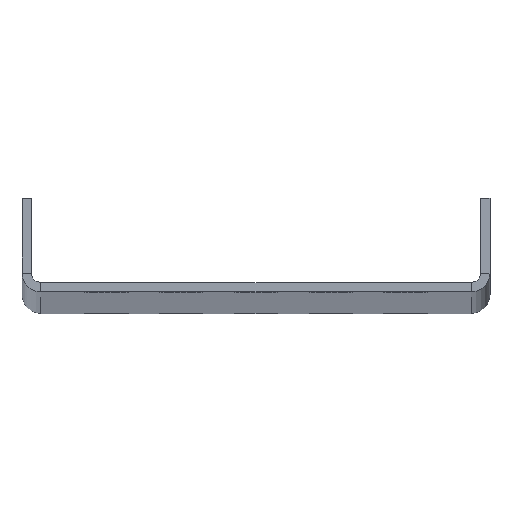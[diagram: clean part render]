
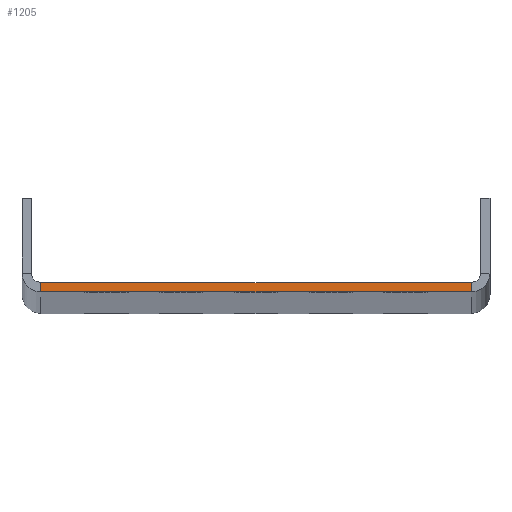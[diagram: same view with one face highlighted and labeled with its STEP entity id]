
A CAD part, top view. The second image highlights one B-rep face of the part: STEP entity #1205.
In plain terms, the highlighted planar face has unit normal (0, 0, 1).
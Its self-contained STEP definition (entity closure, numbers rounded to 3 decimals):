
#37=DIRECTION('',(0.,1.,0.));
#38=VECTOR('',#37,1.5);
#39=CARTESIAN_POINT('',(34.5,0.,2000.));
#40=LINE('',#39,#38);
#269=DIRECTION('',(0.,1.,0.));
#270=VECTOR('',#269,1.5);
#271=CARTESIAN_POINT('',(-34.5,0.,2000.));
#272=LINE('',#271,#270);
#273=DIRECTION('',(1.,0.,0.));
#274=VECTOR('',#273,69.);
#275=CARTESIAN_POINT('',(-34.5,1.5,2000.));
#276=LINE('',#275,#274);
#277=DIRECTION('',(1.,0.,0.));
#278=VECTOR('',#277,69.);
#279=CARTESIAN_POINT('',(-34.5,0.,2000.));
#280=LINE('',#279,#278);
#738=CARTESIAN_POINT('',(34.5,0.,2000.));
#740=VERTEX_POINT('',#738);
#741=CARTESIAN_POINT('',(-34.5,0.,2000.));
#743=VERTEX_POINT('',#741);
#746=CARTESIAN_POINT('',(34.5,1.5,2000.));
#748=VERTEX_POINT('',#746);
#749=CARTESIAN_POINT('',(-34.5,1.5,2000.));
#751=VERTEX_POINT('',#749);
#1192=CARTESIAN_POINT('',(0.,0.75,2000.));
#1193=DIRECTION('',(0.,0.,-1.));
#1194=DIRECTION('',(1.,0.,0.));
#1195=AXIS2_PLACEMENT_3D('',#1192,#1193,#1194);
#1196=PLANE('',#1195);
#1198=ORIENTED_EDGE('',*,*,#1197,.T.);
#1199=ORIENTED_EDGE('',*,*,#1079,.T.);
#1200=ORIENTED_EDGE('',*,*,#1024,.F.);
#1202=ORIENTED_EDGE('',*,*,#1201,.F.);
#1203=EDGE_LOOP('',(#1198,#1199,#1200,#1202));
#1204=FACE_OUTER_BOUND('',#1203,.F.);
#1205=ADVANCED_FACE('',(#1204),#1196,.F.);
#1024=EDGE_CURVE('',#740,#748,#40,.T.);
#1079=EDGE_CURVE('',#751,#748,#276,.T.);
#1197=EDGE_CURVE('',#743,#751,#272,.T.);
#1201=EDGE_CURVE('',#743,#740,#280,.T.);
